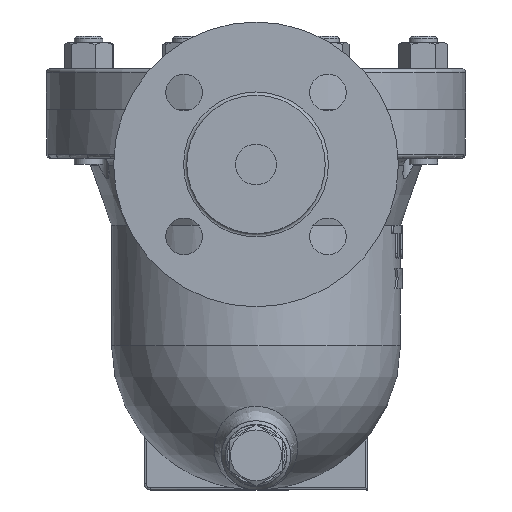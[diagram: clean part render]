
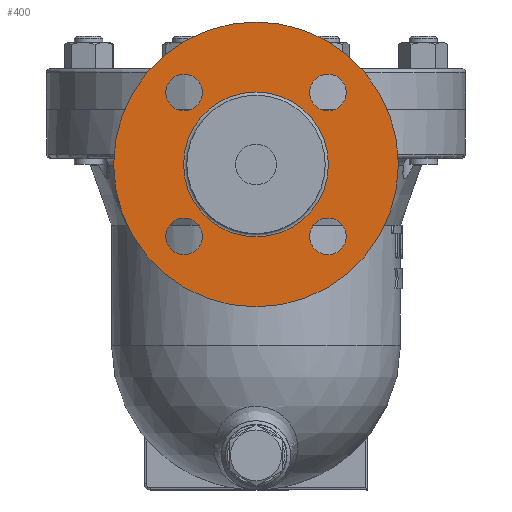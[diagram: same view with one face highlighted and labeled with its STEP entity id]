
A CAD part, left-side view. The second image highlights one B-rep face of the part: STEP entity #400.
In plain terms, the highlighted planar face has unit normal (-1, 0, 0).
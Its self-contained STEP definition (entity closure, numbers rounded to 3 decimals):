
#226=CARTESIAN_POINT('',(-182.5,0.0,67.));
#227=VERTEX_POINT('',#226);
#228=CARTESIAN_POINT('',(-182.5,0.0,-3.));
#229=DIRECTION('',(-1.0,0.0,0.0));
#230=DIRECTION('',(0.0,0.0,1.0));
#231=AXIS2_PLACEMENT_3D('',#228,#229,#230);
#232=CIRCLE('',#231,70.);
#233=EDGE_CURVE('',#227,#227,#232,.T.);
#302=CARTESIAN_POINT('',(-182.5,0.0,32.6));
#303=VERTEX_POINT('',#302);
#304=CARTESIAN_POINT('',(-182.5,0.0,-3.));
#305=DIRECTION('',(-1.0,0.0,0.0));
#306=DIRECTION('',(0.0,0.0,-1.0));
#307=AXIS2_PLACEMENT_3D('',#304,#305,#306);
#308=CIRCLE('',#307,35.6);
#309=EDGE_CURVE('',#303,#303,#308,.T.);
#345=CARTESIAN_POINT('',(-182.5,0.0,49.));
#346=DIRECTION('',(1.0,0.0,0.0));
#347=DIRECTION('',(0.0,0.0,-1.0));
#348=AXIS2_PLACEMENT_3D('',#345,#346,#347);
#349=PLANE('',#348);
#350=ORIENTED_EDGE('',*,*,#233,.T.);
#351=EDGE_LOOP('',(#350));
#352=FACE_OUTER_BOUND('',#351,.T.);
#353=CARTESIAN_POINT('',(-182.5,35.355,23.355));
#354=VERTEX_POINT('',#353);
#355=CARTESIAN_POINT('',(-182.5,35.355,32.355));
#356=DIRECTION('',(1.0,0.0,0.0));
#357=DIRECTION('',(0.0,0.0,-1.0));
#358=AXIS2_PLACEMENT_3D('',#355,#356,#357);
#359=CIRCLE('',#358,9.0);
#360=EDGE_CURVE('',#354,#354,#359,.T.);
#361=ORIENTED_EDGE('',*,*,#360,.T.);
#362=EDGE_LOOP('',(#361));
#363=FACE_BOUND('',#362,.T.);
#364=CARTESIAN_POINT('',(-182.5,26.355,-38.355));
#365=VERTEX_POINT('',#364);
#366=CARTESIAN_POINT('',(-182.5,35.355,-38.355));
#367=DIRECTION('',(1.0,0.0,0.0));
#368=DIRECTION('',(0.0,-1.0,0.0));
#369=AXIS2_PLACEMENT_3D('',#366,#367,#368);
#370=CIRCLE('',#369,9.0);
#371=EDGE_CURVE('',#365,#365,#370,.T.);
#372=ORIENTED_EDGE('',*,*,#371,.T.);
#373=EDGE_LOOP('',(#372));
#374=FACE_BOUND('',#373,.T.);
#375=CARTESIAN_POINT('',(-182.5,-35.355,-29.355));
#376=VERTEX_POINT('',#375);
#377=CARTESIAN_POINT('',(-182.5,-35.355,-38.355));
#378=DIRECTION('',(1.0,0.0,0.0));
#379=DIRECTION('',(0.0,0.0,1.0));
#380=AXIS2_PLACEMENT_3D('',#377,#378,#379);
#381=CIRCLE('',#380,9.0);
#382=EDGE_CURVE('',#376,#376,#381,.T.);
#383=ORIENTED_EDGE('',*,*,#382,.T.);
#384=EDGE_LOOP('',(#383));
#385=FACE_BOUND('',#384,.T.);
#386=CARTESIAN_POINT('',(-182.5,-26.355,32.355));
#387=VERTEX_POINT('',#386);
#388=CARTESIAN_POINT('',(-182.5,-35.355,32.355));
#389=DIRECTION('',(1.0,0.0,0.0));
#390=DIRECTION('',(0.0,1.0,0.0));
#391=AXIS2_PLACEMENT_3D('',#388,#389,#390);
#392=CIRCLE('',#391,9.0);
#393=EDGE_CURVE('',#387,#387,#392,.T.);
#394=ORIENTED_EDGE('',*,*,#393,.T.);
#395=EDGE_LOOP('',(#394));
#396=FACE_BOUND('',#395,.T.);
#397=ORIENTED_EDGE('',*,*,#309,.F.);
#398=EDGE_LOOP('',(#397));
#399=FACE_BOUND('',#398,.T.);
#400=ADVANCED_FACE('',(#352,#363,#374,#385,#396,#399),#349,.F.);
